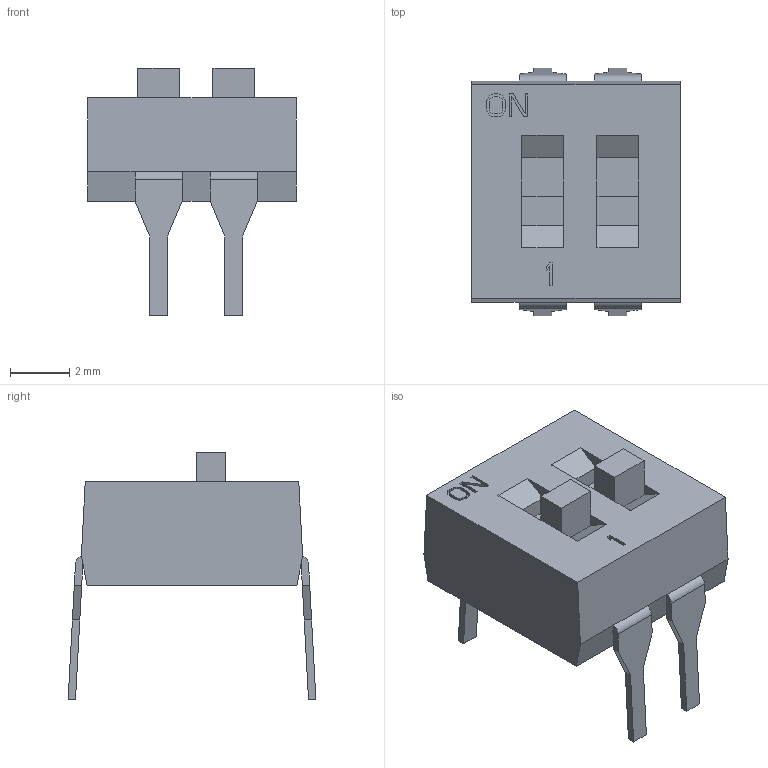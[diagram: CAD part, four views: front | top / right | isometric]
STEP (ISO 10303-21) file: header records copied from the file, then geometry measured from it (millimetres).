
FILE_DESCRIPTION(('FreeCAD Model'),'2;1');
FILE_NAME('Open CASCADE Shape Model','2023-01-08T12:34:51',(''),(''), 'Open CASCADE STEP processor 7.5','FreeCAD','Unknown');
FILE_SCHEMA(('AUTOMOTIVE_DESIGN { 1 0 10303 214 1 1 1 1 }'));
Length unit declared in the file: millimetre
Products named in the file (1): C-1825057-1
Bounding box: 7.06 x 8.38 x 8.36 mm (x, y, z)
Volume: 184 mm3; surface area: 269.7 mm2
Topology: 1 solids, 1 shells, 139 faces, 377 edges, 246 vertices
Faces by surface type: plane 135, cylinder 4
Entity records: 4988 total; most frequent: CARTESIAN_POINT 763, ORIENTED_EDGE 754, DIRECTION 665, EDGE_CURVE 377, LINE 369, VECTOR 369, VERTEX_POINT 246, AXIS2_PLACEMENT_3D 148
